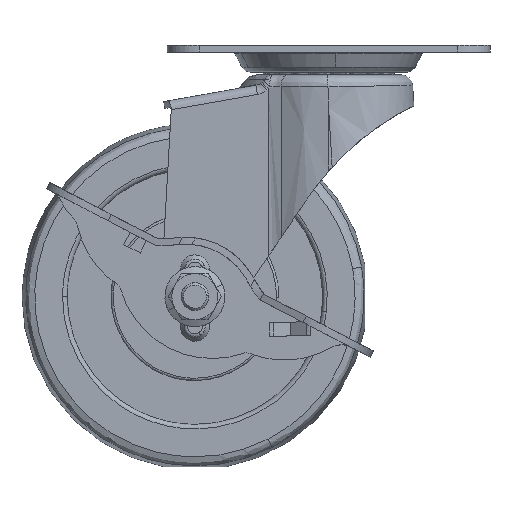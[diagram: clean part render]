
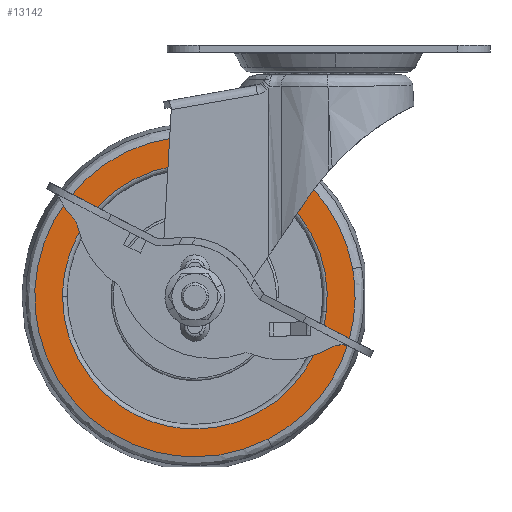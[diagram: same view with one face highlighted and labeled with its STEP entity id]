
A CAD part, front view. The second image highlights one B-rep face of the part: STEP entity #13142.
In plain terms, the highlighted free-form (B-spline) face has degree [1, 1] with [2, 2] control points.
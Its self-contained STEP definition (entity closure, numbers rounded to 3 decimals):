
#12059=CARTESIAN_POINT('',(-0.492,-10.5,-56.314));
#12060=VERTEX_POINT('',#12059);
#12074=CARTESIAN_POINT('',(-29.0,-10.5,-24.3));
#12075=VERTEX_POINT('',#12074);
#12076=CARTESIAN_POINT('',(-0.492,-10.5,-56.314));
#12077=CARTESIAN_POINT('',(-0.3,-10.5,-54.662));
#12078=CARTESIAN_POINT('',(-0.3,-10.5,-53.));
#12079=CARTESIAN_POINT('',(-0.3,-10.5,-24.3));
#12080=CARTESIAN_POINT('',(-29.0,-10.5,-24.3));
#12088=(BOUNDED_CURVE()B_SPLINE_CURVE(2,(#12076,#12077,#12078,#12079,#12080),.UNSPECIFIED.,.F.,.U.)B_SPLINE_CURVE_WITH_KNOTS((3,2,3),(0.23,0.25,0.5),.UNSPECIFIED.)CURVE()GEOMETRIC_REPRESENTATION_ITEM()RATIONAL_B_SPLINE_CURVE((0.957,0.977,1.0,0.707,1.0))REPRESENTATION_ITEM(''));
#12089=EDGE_CURVE('',#12060,#12075,#12088,.T.);
#12091=CARTESIAN_POINT('',(-57.7,-10.5,-53.));
#12092=VERTEX_POINT('',#12091);
#12093=CARTESIAN_POINT('',(-29.0,-10.5,-24.3));
#12094=CARTESIAN_POINT('',(-57.7,-10.5,-24.3));
#12095=CARTESIAN_POINT('',(-57.7,-10.5,-53.));
#12103=(BOUNDED_CURVE()B_SPLINE_CURVE(2,(#12093,#12094,#12095),.UNSPECIFIED.,.F.,.U.)B_SPLINE_CURVE_WITH_KNOTS((3,3),(0.5,0.75),.UNSPECIFIED.)CURVE()GEOMETRIC_REPRESENTATION_ITEM()RATIONAL_B_SPLINE_CURVE((1.0,0.707,1.))REPRESENTATION_ITEM(''));
#12104=EDGE_CURVE('',#12075,#12092,#12103,.T.);
#12189=CARTESIAN_POINT('',(-29.0,-10.5,-81.7));
#12190=VERTEX_POINT('',#12189);
#12191=CARTESIAN_POINT('',(-57.7,-10.5,-53.));
#12192=CARTESIAN_POINT('',(-57.7,-10.5,-81.7));
#12193=CARTESIAN_POINT('',(-29.0,-10.5,-81.7));
#12201=(BOUNDED_CURVE()B_SPLINE_CURVE(2,(#12191,#12192,#12193),.UNSPECIFIED.,.F.,.U.)B_SPLINE_CURVE_WITH_KNOTS((3,3),(0.75,1.0),.UNSPECIFIED.)CURVE()GEOMETRIC_REPRESENTATION_ITEM()RATIONAL_B_SPLINE_CURVE((1.0,0.707,1.0))REPRESENTATION_ITEM(''));
#12202=EDGE_CURVE('',#12092,#12190,#12201,.T.);
#12204=CARTESIAN_POINT('',(-29.0,-10.5,-81.7));
#12205=CARTESIAN_POINT('',(-3.443,-10.5,-81.7));
#12206=CARTESIAN_POINT('',(-0.492,-10.5,-56.314));
#12214=(BOUNDED_CURVE()B_SPLINE_CURVE(2,(#12204,#12205,#12206),.UNSPECIFIED.,.F.,.U.)B_SPLINE_CURVE_WITH_KNOTS((3,3),(0.0,0.23),.UNSPECIFIED.)CURVE()GEOMETRIC_REPRESENTATION_ITEM()RATIONAL_B_SPLINE_CURVE((1.0,0.731,0.957))REPRESENTATION_ITEM(''));
#12215=EDGE_CURVE('',#12190,#12060,#12214,.T.);
#12238=CARTESIAN_POINT('',(-13.138,-10.5,-83.909));
#12239=VERTEX_POINT('',#12238);
#12240=CARTESIAN_POINT('',(5.205,-10.5,-46.919));
#12241=VERTEX_POINT('',#12240);
#12242=CARTESIAN_POINT('',(-13.138,-10.5,-83.909));
#12243=CARTESIAN_POINT('',(5.741,-10.5,-74.22));
#12244=CARTESIAN_POINT('',(5.741,-10.5,-53.));
#12245=CARTESIAN_POINT('',(5.741,-10.5,-49.936));
#12246=CARTESIAN_POINT('',(5.205,-10.5,-46.919));
#12254=(BOUNDED_CURVE()B_SPLINE_CURVE(2,(#12242,#12243,#12244,#12245,#12246),.UNSPECIFIED.,.F.,.U.)B_SPLINE_CURVE_WITH_KNOTS((3,2,3),(0.078,0.25,0.28),.UNSPECIFIED.)CURVE()GEOMETRIC_REPRESENTATION_ITEM()RATIONAL_B_SPLINE_CURVE((0.875,0.798,1.0,0.965,0.938))REPRESENTATION_ITEM(''));
#12255=EDGE_CURVE('',#12239,#12241,#12254,.T.);
#12340=CARTESIAN_POINT('',(-29.0,-10.5,-87.741));
#12341=VERTEX_POINT('',#12340);
#12342=CARTESIAN_POINT('',(-29.0,-10.5,-87.741));
#12343=CARTESIAN_POINT('',(-20.606,-10.5,-87.741));
#12344=CARTESIAN_POINT('',(-13.138,-10.5,-83.909));
#12352=(BOUNDED_CURVE()B_SPLINE_CURVE(2,(#12342,#12343,#12344),.UNSPECIFIED.,.F.,.U.)B_SPLINE_CURVE_WITH_KNOTS((3,3),(0.0,0.078),.UNSPECIFIED.)CURVE()GEOMETRIC_REPRESENTATION_ITEM()RATIONAL_B_SPLINE_CURVE((1.0,0.909,0.875))REPRESENTATION_ITEM(''));
#12353=EDGE_CURVE('',#12341,#12239,#12352,.T.);
#12355=CARTESIAN_POINT('',(-29.0,-10.5,-18.259));
#12356=VERTEX_POINT('',#12355);
#12357=CARTESIAN_POINT('',(-29.0,-10.5,-18.259));
#12358=CARTESIAN_POINT('',(-63.741,-10.5,-18.259));
#12359=CARTESIAN_POINT('',(-63.741,-10.5,-53.));
#12360=CARTESIAN_POINT('',(-63.741,-10.5,-87.741));
#12361=CARTESIAN_POINT('',(-29.0,-10.5,-87.741));
#12369=(BOUNDED_CURVE()B_SPLINE_CURVE(2,(#12357,#12358,#12359,#12360,#12361),.UNSPECIFIED.,.F.,.U.)B_SPLINE_CURVE_WITH_KNOTS((3,2,3),(0.5,0.75,1.0),.UNSPECIFIED.)CURVE()GEOMETRIC_REPRESENTATION_ITEM()RATIONAL_B_SPLINE_CURVE((1.0,0.707,1.0,0.707,1.0))REPRESENTATION_ITEM(''));
#12370=EDGE_CURVE('',#12356,#12341,#12369,.T.);
#12372=CARTESIAN_POINT('',(5.205,-10.5,-46.919));
#12373=CARTESIAN_POINT('',(0.11,-10.5,-18.259));
#12374=CARTESIAN_POINT('',(-29.0,-10.5,-18.259));
#12382=(BOUNDED_CURVE()B_SPLINE_CURVE(2,(#12372,#12373,#12374),.UNSPECIFIED.,.F.,.U.)B_SPLINE_CURVE_WITH_KNOTS((3,3),(0.28,0.5),.UNSPECIFIED.)CURVE()GEOMETRIC_REPRESENTATION_ITEM()RATIONAL_B_SPLINE_CURVE((0.938,0.742,1.0))REPRESENTATION_ITEM(''));
#12383=EDGE_CURVE('',#12241,#12356,#12382,.T.);
#13125=CARTESIAN_POINT('',(-67.212,-10.5,-91.212));
#13126=CARTESIAN_POINT('',(-67.212,-10.5,-14.788));
#13127=CARTESIAN_POINT('',(9.211,-10.5,-91.212));
#13128=CARTESIAN_POINT('',(9.211,-10.5,-14.788));
#13129=B_SPLINE_SURFACE_WITH_KNOTS('',1,1,((#13125,#13127),(#13126,#13128)),.UNSPECIFIED.,.F.,.F.,.U.,(2,2),(2,2),(0.0,76.424),(0.0,76.423),.UNSPECIFIED.);
#13130=ORIENTED_EDGE('',*,*,#12353,.T.);
#13131=ORIENTED_EDGE('',*,*,#12255,.T.);
#13132=ORIENTED_EDGE('',*,*,#12383,.T.);
#13133=ORIENTED_EDGE('',*,*,#12370,.T.);
#13134=EDGE_LOOP('',(#13130,#13131,#13132,#13133));
#13135=FACE_OUTER_BOUND('',#13134,.T.);
#13136=ORIENTED_EDGE('',*,*,#12104,.F.);
#13137=ORIENTED_EDGE('',*,*,#12089,.F.);
#13138=ORIENTED_EDGE('',*,*,#12215,.F.);
#13139=ORIENTED_EDGE('',*,*,#12202,.F.);
#13140=EDGE_LOOP('',(#13136,#13137,#13138,#13139));
#13141=FACE_BOUND('',#13140,.T.);
#13142=ADVANCED_FACE('',(#13135,#13141),#13129,.F.);
